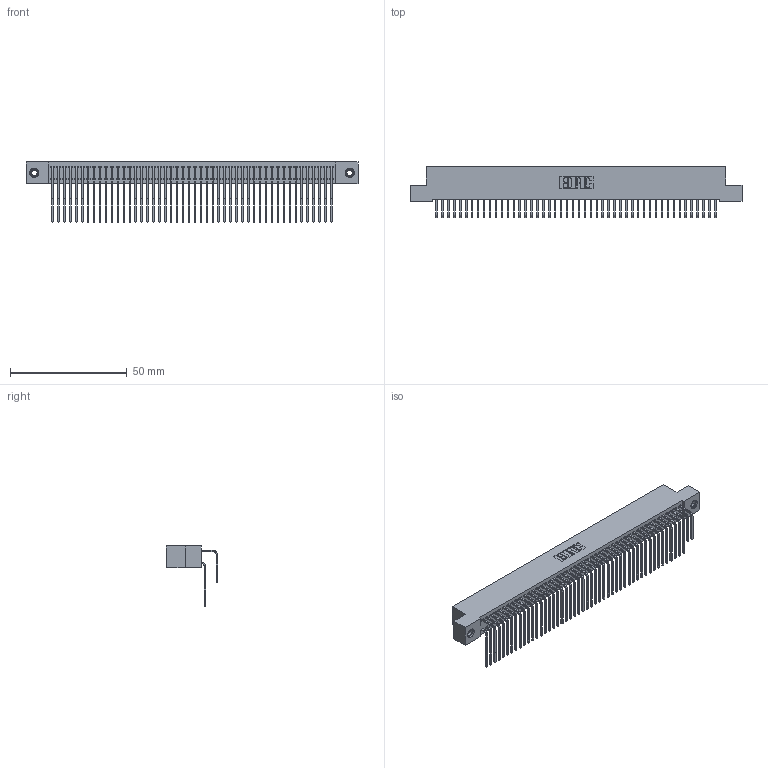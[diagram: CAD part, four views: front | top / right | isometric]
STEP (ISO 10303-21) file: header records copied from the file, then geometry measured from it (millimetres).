
FILE_DESCRIPTION (( 'STEP AP203' ), '1' );
FILE_NAME ('392-096-558-207.STEP', '2019-10-09T20:04:07', ( '' ), ( '' ), 'SwSTEP 2.0', 'SolidWorks 2016', '' );
FILE_SCHEMA (( 'CONFIG_CONTROL_DESIGN' ));
Length unit declared in the file: inch
Products named in the file (5): 342 Part_TI; 345-292-001_558 559 Tail - 1; 345-292-001_558 Tail - 2; 345-250-001_345-250-005-103; 392-096-558-207
Assembly tree (99 placements, depth 2):
  392-096-558-207
    342 Part_TI
    345-292-001_558 559 Tail - 1  x48
    345-292-001_558 Tail - 2  x48
    345-250-001_345-250-005-103  x2
Bounding box: 142.24 x 21.91 x 25.78 mm (x, y, z)
Volume: 13349.8 mm3; surface area: 24408.9 mm2
Topology: 99 solids, 99 shells, 5354 faces, 15891 edges, 10458 vertices
Faces by surface type: plane 3746, cylinder 1592, cone 12, torus 4
Entity records: 32942 total; most frequent: CARTESIAN_POINT 5484, ORIENTED_EDGE 5362, DIRECTION 4687, EDGE_CURVE 2681, LINE 2493, VECTOR 2493, VERTEX_POINT 1780, AXIS2_PLACEMENT_3D 1097
